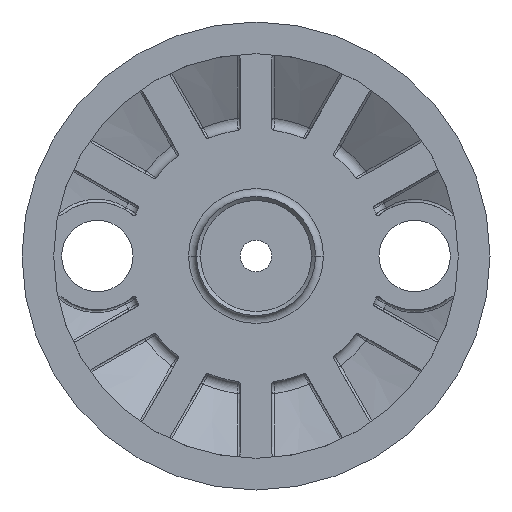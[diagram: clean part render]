
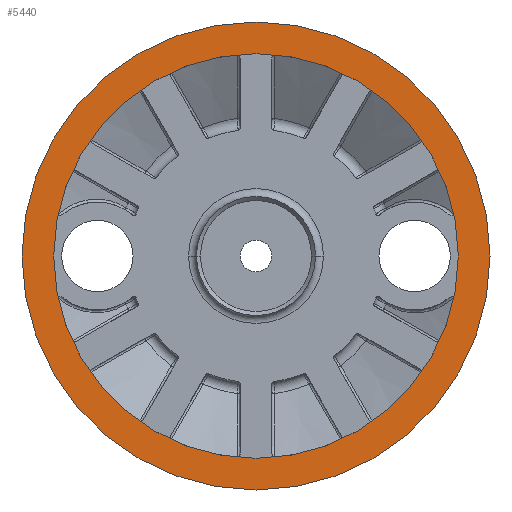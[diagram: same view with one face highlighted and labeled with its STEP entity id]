
A CAD part, front view. The second image highlights one B-rep face of the part: STEP entity #5440.
In plain terms, the highlighted planar face has unit normal (0, -1, 0).
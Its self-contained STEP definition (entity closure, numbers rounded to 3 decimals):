
#47 = EDGE_CURVE ( 'NONE', #5405, #6408, #4236, .T. ) ;
#210 = EDGE_CURVE ( 'NONE', #5967, #1257, #970, .T. ) ;
#237 = DIRECTION ( 'NONE',  ( -1., 0., 0. ) ) ;
#708 = ORIENTED_EDGE ( 'NONE', *, *, #2669, .T. ) ;
#970 = CIRCLE ( 'NONE', #1272, 29.5 ) ;
#978 = CARTESIAN_POINT ( 'NONE',  ( 4., 0., 0. ) ) ;
#1020 = DIRECTION ( 'NONE',  ( 0., -1., 0. ) ) ;
#1028 = DIRECTION ( 'NONE',  ( 1., 0., 0. ) ) ;
#1257 = VERTEX_POINT ( 'NONE', #2840 ) ;
#1272 = AXIS2_PLACEMENT_3D ( 'NONE', #5301, #5274, #5218 ) ;
#1348 = CARTESIAN_POINT ( 'NONE',  ( 4., 0., 0. ) ) ;
#1356 = PLANE ( 'NONE',  #3592 ) ;
#1616 = CARTESIAN_POINT ( 'NONE',  ( 29.5, 0., 0. ) ) ;
#1752 = EDGE_CURVE ( 'NONE', #1257, #5967, #6159, .T. ) ;
#2056 = DIRECTION ( 'NONE',  ( -1., 0., 0. ) ) ;
#2199 = DIRECTION ( 'NONE',  ( 0., 1., 0. ) ) ;
#2217 = CARTESIAN_POINT ( 'NONE',  ( 29.5, 0., 0. ) ) ;
#2244 = DIRECTION ( 'NONE',  ( 0., 1., 0. ) ) ;
#2545 = CARTESIAN_POINT ( 'NONE',  ( 55., 0., 0. ) ) ;
#2669 = EDGE_CURVE ( 'NONE', #6408, #5405, #5341, .T. ) ;
#2840 = CARTESIAN_POINT ( 'NONE',  ( 0., 0., 0. ) ) ;
#3187 = CARTESIAN_POINT ( 'NONE',  ( 59., 0., 0. ) ) ;
#3242 = EDGE_LOOP ( 'NONE', ( #5986, #6903 ) ) ;
#3434 = FACE_OUTER_BOUND ( 'NONE', #3242, .T. ) ;
#3441 = FACE_BOUND ( 'NONE', #5517, .T. ) ;
#3452 = AXIS2_PLACEMENT_3D ( 'NONE', #1616, #4453, #237 ) ;
#3592 = AXIS2_PLACEMENT_3D ( 'NONE', #978, #1020, #1028 ) ;
#4236 = CIRCLE ( 'NONE', #6274, 25.5 ) ;
#4248 = ORIENTED_EDGE ( 'NONE', *, *, #47, .T. ) ;
#4453 = DIRECTION ( 'NONE',  ( 0., 1., 0. ) ) ;
#5130 = DIRECTION ( 'NONE',  ( -1., 0., 0. ) ) ;
#5218 = DIRECTION ( 'NONE',  ( -1., 0., 0. ) ) ;
#5232 = AXIS2_PLACEMENT_3D ( 'NONE', #5802, #2199, #5130 ) ;
#5274 = DIRECTION ( 'NONE',  ( 0., 1., 0. ) ) ;
#5301 = CARTESIAN_POINT ( 'NONE',  ( 29.5, 0., 0. ) ) ;
#5341 = CIRCLE ( 'NONE', #5232, 25.5 ) ;
#5405 = VERTEX_POINT ( 'NONE', #1348 ) ;
#5440 = ADVANCED_FACE ( 'NONE', ( #3441, #3434 ), #1356, .T. ) ;
#5517 = EDGE_LOOP ( 'NONE', ( #4248, #708 ) ) ;
#5802 = CARTESIAN_POINT ( 'NONE',  ( 29.5, 0., 0. ) ) ;
#5967 = VERTEX_POINT ( 'NONE', #3187 ) ;
#5986 = ORIENTED_EDGE ( 'NONE', *, *, #210, .F. ) ;
#6159 = CIRCLE ( 'NONE', #3452, 29.5 ) ;
#6274 = AXIS2_PLACEMENT_3D ( 'NONE', #2217, #2244, #2056 ) ;
#6408 = VERTEX_POINT ( 'NONE', #2545 ) ;
#6903 = ORIENTED_EDGE ( 'NONE', *, *, #1752, .F. ) ;
